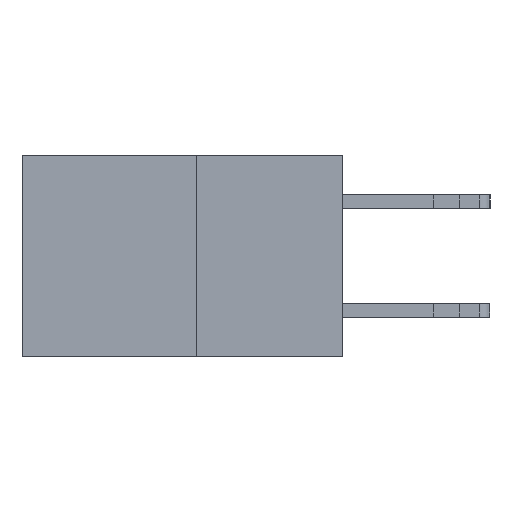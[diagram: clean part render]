
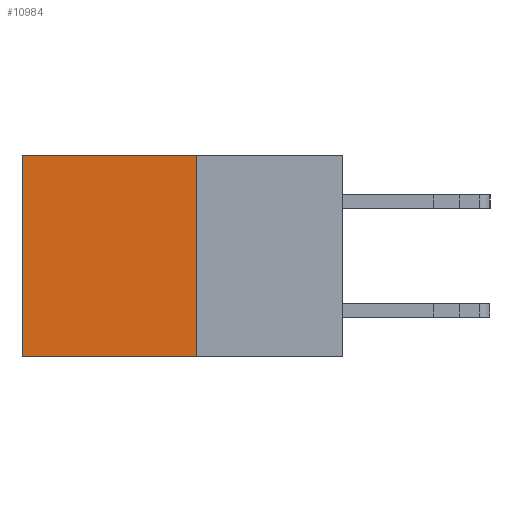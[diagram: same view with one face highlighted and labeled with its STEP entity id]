
A CAD part, left-side view. The second image highlights one B-rep face of the part: STEP entity #10984.
In plain terms, the highlighted planar face has unit normal (-1, 0, 0).
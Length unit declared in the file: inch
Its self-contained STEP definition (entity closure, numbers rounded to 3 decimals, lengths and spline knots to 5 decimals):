
#9 = DIRECTION ( 'NONE',  ( 0., 0., -1. ) ) ;
#248 = EDGE_CURVE ( 'NONE', #15547, #4447, #12524, .T. ) ;
#493 = CARTESIAN_POINT ( 'NONE',  ( 0.277, 0.27, -0.37 ) ) ;
#569 = FACE_OUTER_BOUND ( 'NONE', #9265, .T. ) ;
#1345 = LINE ( 'NONE', #493, #7593 ) ;
#1802 = DIRECTION ( 'NONE',  ( 0., 1., 0. ) ) ;
#2405 = CARTESIAN_POINT ( 'NONE',  ( 0.277, 0.59, 0. ) ) ;
#2564 = PLANE ( 'NONE',  #15201 ) ;
#3606 = ORIENTED_EDGE ( 'NONE', *, *, #248, .T. ) ;
#3889 = ORIENTED_EDGE ( 'NONE', *, *, #6783, .F. ) ;
#4098 = ORIENTED_EDGE ( 'NONE', *, *, #7661, .F. ) ;
#4447 = VERTEX_POINT ( 'NONE', #13627 ) ;
#4806 = CARTESIAN_POINT ( 'NONE',  ( 0.277, 0.27, -0.37 ) ) ;
#5136 = CARTESIAN_POINT ( 'NONE',  ( 0.277, 0.27, -0.37 ) ) ;
#5258 = CARTESIAN_POINT ( 'NONE',  ( 0.277, 0.59, -0.37 ) ) ;
#5282 = ORIENTED_EDGE ( 'NONE', *, *, #11328, .T. ) ;
#5373 = VECTOR ( 'NONE', #8435, 39.37008 ) ;
#6020 = DIRECTION ( 'NONE',  ( 0., 0., -1. ) ) ;
#6073 = CARTESIAN_POINT ( 'NONE',  ( 0.277, 0.27, 0. ) ) ;
#6783 = EDGE_CURVE ( 'NONE', #12820, #4447, #1345, .T. ) ;
#7548 = DIRECTION ( 'NONE',  ( 1., 0., 0. ) ) ;
#7593 = VECTOR ( 'NONE', #1802, 39.37008 ) ;
#7661 = EDGE_CURVE ( 'NONE', #7720, #12820, #11436, .T. ) ;
#7720 = VERTEX_POINT ( 'NONE', #15526 ) ;
#8435 = DIRECTION ( 'NONE',  ( 0., 0., -1. ) ) ;
#9265 = EDGE_LOOP ( 'NONE', ( #3606, #3889, #4098, #5282 ) ) ;
#10984 = ADVANCED_FACE ( 'NONE', ( #569 ), #2564, .F. ) ;
#11328 = EDGE_CURVE ( 'NONE', #7720, #15547, #11620, .T. ) ;
#11436 = LINE ( 'NONE', #4806, #13765 ) ;
#11620 = LINE ( 'NONE', #6073, #14990 ) ;
#12524 = LINE ( 'NONE', #5258, #5373 ) ;
#12820 = VERTEX_POINT ( 'NONE', #14920 ) ;
#13251 = DIRECTION ( 'NONE',  ( 0., 1., 0. ) ) ;
#13627 = CARTESIAN_POINT ( 'NONE',  ( 0.277, 0.59, -0.37 ) ) ;
#13765 = VECTOR ( 'NONE', #6020, 39.37008 ) ;
#14920 = CARTESIAN_POINT ( 'NONE',  ( 0.277, 0.27, -0.37 ) ) ;
#14990 = VECTOR ( 'NONE', #13251, 39.37008 ) ;
#15201 = AXIS2_PLACEMENT_3D ( 'NONE', #5136, #7548, #9 ) ;
#15526 = CARTESIAN_POINT ( 'NONE',  ( 0.277, 0.27, 0. ) ) ;
#15547 = VERTEX_POINT ( 'NONE', #2405 ) ;
